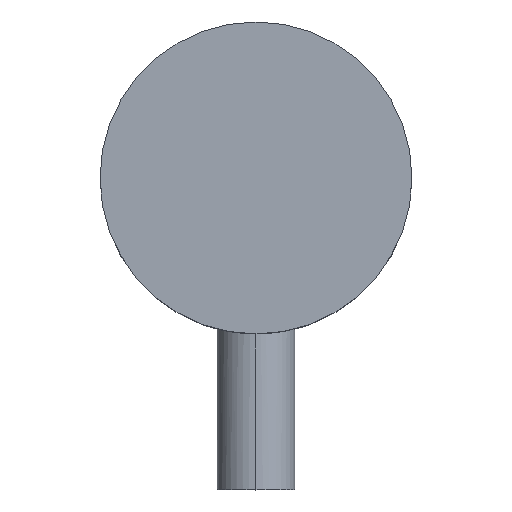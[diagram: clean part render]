
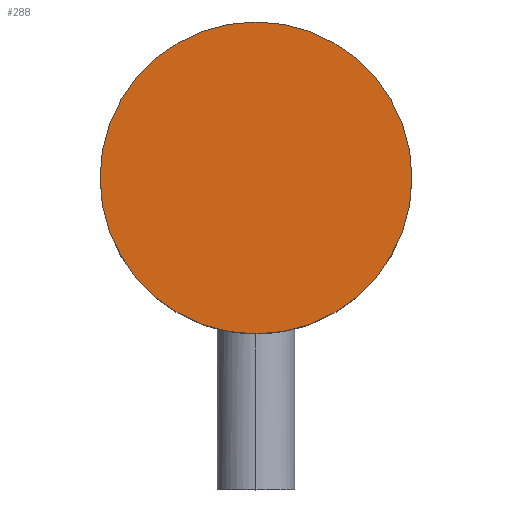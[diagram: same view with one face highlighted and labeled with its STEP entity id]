
A CAD part, top view. The second image highlights one B-rep face of the part: STEP entity #288.
In plain terms, the highlighted planar face has unit normal (0, 0, 1).
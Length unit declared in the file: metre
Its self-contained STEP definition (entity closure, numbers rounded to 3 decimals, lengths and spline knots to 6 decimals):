
#7 = ORIENTED_EDGE ( 'NONE', *, *, #127, .T. ) ;
#15 = EDGE_CURVE ( 'NONE', #33, #132, #191, .T. ) ;
#27 = DIRECTION ( 'NONE',  ( 1., 0., 0. ) ) ;
#33 = VERTEX_POINT ( 'NONE', #221 ) ;
#42 = DIRECTION ( 'NONE',  ( 0., 0., 1. ) ) ;
#50 = DIRECTION ( 'NONE',  ( 0., 0., 1. ) ) ;
#54 = CARTESIAN_POINT ( 'NONE',  ( 0., 0., 0.04 ) ) ;
#69 = AXIS2_PLACEMENT_3D ( 'NONE', #54, #50, #27 ) ;
#81 = DIRECTION ( 'NONE',  ( 1., 0., 0. ) ) ;
#84 = ORIENTED_EDGE ( 'NONE', *, *, #232, .T. ) ;
#105 = FACE_OUTER_BOUND ( 'NONE', #188, .T. ) ;
#117 = CARTESIAN_POINT ( 'NONE',  ( 0., 0., 0.04 ) ) ;
#127 = EDGE_CURVE ( 'NONE', #132, #223, #308, .T. ) ;
#132 = VERTEX_POINT ( 'NONE', #252 ) ;
#154 = AXIS2_PLACEMENT_3D ( 'NONE', #117, #249, #321 ) ;
#163 = CARTESIAN_POINT ( 'NONE',  ( 0., 0., 0.04 ) ) ;
#187 = DIRECTION ( 'NONE',  ( 0., 0., 1. ) ) ;
#188 = EDGE_LOOP ( 'NONE', ( #310, #7, #84 ) ) ;
#191 = CIRCLE ( 'NONE', #254, 0.02 ) ;
#198 = DIRECTION ( 'NONE',  ( 1., 0., 0. ) ) ;
#208 = CARTESIAN_POINT ( 'NONE',  ( 0., -0.01, 0.04 ) ) ;
#221 = CARTESIAN_POINT ( 'NONE',  ( 0., -0.02, 0.04 ) ) ;
#223 = VERTEX_POINT ( 'NONE', #238 ) ;
#226 = CIRCLE ( 'NONE', #69, 0.02 ) ;
#232 = EDGE_CURVE ( 'NONE', #223, #33, #226, .T. ) ;
#236 = PLANE ( 'NONE',  #325 ) ;
#238 = CARTESIAN_POINT ( 'NONE',  ( -0.02, 0., 0.04 ) ) ;
#249 = DIRECTION ( 'NONE',  ( 0., 0., 1. ) ) ;
#252 = CARTESIAN_POINT ( 'NONE',  ( 0.02, 0., 0.04 ) ) ;
#254 = AXIS2_PLACEMENT_3D ( 'NONE', #163, #42, #198 ) ;
#288 = ADVANCED_FACE ( 'NONE', ( #105 ), #236, .T. ) ;
#308 = CIRCLE ( 'NONE', #154, 0.02 ) ;
#310 = ORIENTED_EDGE ( 'NONE', *, *, #15, .T. ) ;
#321 = DIRECTION ( 'NONE',  ( 1., 0., 0. ) ) ;
#325 = AXIS2_PLACEMENT_3D ( 'NONE', #208, #187, #81 ) ;
